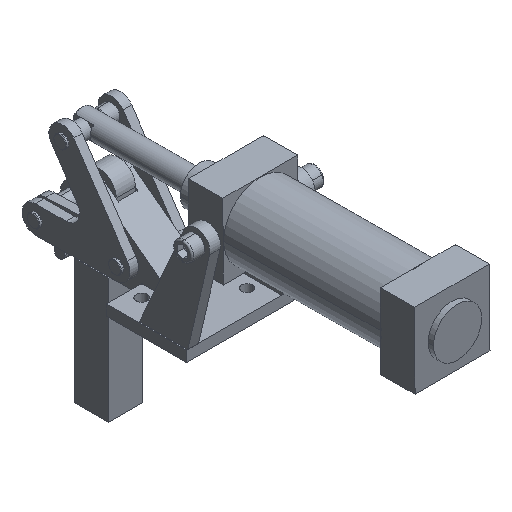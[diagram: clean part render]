
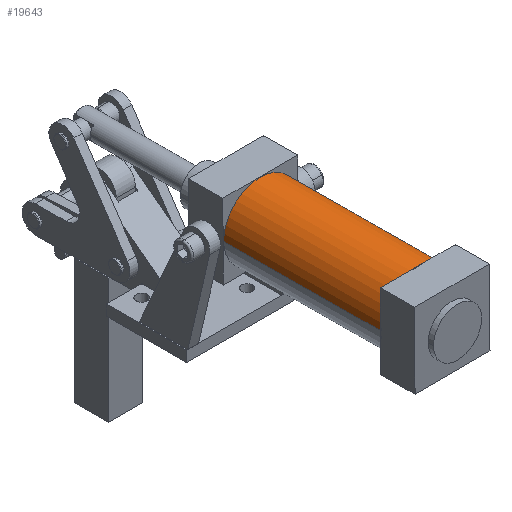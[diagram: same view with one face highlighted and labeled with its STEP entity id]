
A CAD part, isometric view. The second image highlights one B-rep face of the part: STEP entity #19643.
In plain terms, the highlighted cylindrical face has radius 34.5 mm (diameter 69 mm), a partial arc.
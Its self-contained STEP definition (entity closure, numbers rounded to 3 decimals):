
#787 = ORIENTED_EDGE ( 'NONE', *, *, #22293, .F. ) ;
#1025 = EDGE_LOOP ( 'NONE', ( #787, #6959, #12697, #12198 ) ) ;
#1577 = EDGE_CURVE ( 'NONE', #11578, #17645, #26730, .T. ) ;
#1980 = VECTOR ( 'NONE', #5708, 1000. ) ;
#2987 = CARTESIAN_POINT ( 'NONE',  ( -51.973, -19.517, 32. ) ) ;
#4173 = DIRECTION ( 'NONE',  ( 0., 0., -1. ) ) ;
#5253 = VERTEX_POINT ( 'NONE', #2987 ) ;
#5552 = CIRCLE ( 'NONE', #10789, 34.5 ) ;
#5708 = DIRECTION ( 'NONE',  ( 0., 0., -1. ) ) ;
#5856 = AXIS2_PLACEMENT_3D ( 'NONE', #18623, #5957, #20768 ) ;
#5957 = DIRECTION ( 'NONE',  ( 0., 0., 1. ) ) ;
#6959 = ORIENTED_EDGE ( 'NONE', *, *, #1577, .F. ) ;
#8363 = CARTESIAN_POINT ( 'NONE',  ( -17.473, -19.517, 32. ) ) ;
#9251 = CARTESIAN_POINT ( 'NONE',  ( 17.027, -19.517, 179. ) ) ;
#10492 = DIRECTION ( 'NONE',  ( 1., 0., 0. ) ) ;
#10789 = AXIS2_PLACEMENT_3D ( 'NONE', #8363, #23141, #10492 ) ;
#11578 = VERTEX_POINT ( 'NONE', #15110 ) ;
#12198 = ORIENTED_EDGE ( 'NONE', *, *, #12894, .T. ) ;
#12697 = ORIENTED_EDGE ( 'NONE', *, *, #20777, .T. ) ;
#12894 = EDGE_CURVE ( 'NONE', #5253, #24286, #5552, .T. ) ;
#15110 = CARTESIAN_POINT ( 'NONE',  ( -51.973, -19.517, 179. ) ) ;
#16209 = CARTESIAN_POINT ( 'NONE',  ( 17.027, -19.517, 179. ) ) ;
#17184 = CARTESIAN_POINT ( 'NONE',  ( 17.027, -19.517, 32. ) ) ;
#17274 = VECTOR ( 'NONE', #21382, 1000. ) ;
#17645 = VERTEX_POINT ( 'NONE', #9251 ) ;
#18623 = CARTESIAN_POINT ( 'NONE',  ( -17.473, -19.517, 179. ) ) ;
#18876 = LINE ( 'NONE', #16209, #1980 ) ;
#19643 = ADVANCED_FACE ( 'NONE', ( #20982 ), #25982, .T. ) ;
#20768 = DIRECTION ( 'NONE',  ( 1., 0., 0. ) ) ;
#20777 = EDGE_CURVE ( 'NONE', #11578, #5253, #22904, .T. ) ;
#20982 = FACE_OUTER_BOUND ( 'NONE', #1025, .T. ) ;
#21382 = DIRECTION ( 'NONE',  ( 0., 0., -1. ) ) ;
#22293 = EDGE_CURVE ( 'NONE', #17645, #24286, #18876, .T. ) ;
#22904 = LINE ( 'NONE', #25695, #17274 ) ;
#23141 = DIRECTION ( 'NONE',  ( 0., 0., 1. ) ) ;
#24286 = VERTEX_POINT ( 'NONE', #17184 ) ;
#25397 = CARTESIAN_POINT ( 'NONE',  ( -17.473, -19.517, 179. ) ) ;
#25695 = CARTESIAN_POINT ( 'NONE',  ( -51.973, -19.517, 179. ) ) ;
#25982 = CYLINDRICAL_SURFACE ( 'NONE', #27424, 34.5 ) ;
#26730 = CIRCLE ( 'NONE', #5856, 34.5 ) ;
#27424 = AXIS2_PLACEMENT_3D ( 'NONE', #25397, #4173, #27503 ) ;
#27503 = DIRECTION ( 'NONE',  ( -1., 0., 0. ) ) ;
